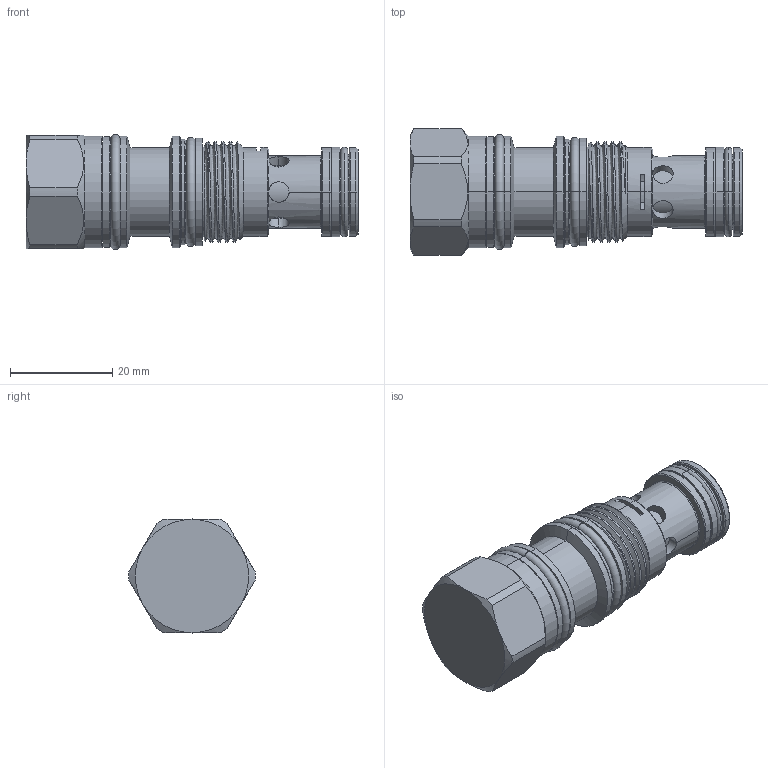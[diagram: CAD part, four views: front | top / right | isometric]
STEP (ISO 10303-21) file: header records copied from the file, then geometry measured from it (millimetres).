
FILE_DESCRIPTION (( 'STEP AP214' ), '1' );
FILE_NAME ('CB11A33.STEP', '2016-04-14T05:54:20', ( '' ), ( '' ), 'SwSTEP 2.0', 'SolidWorks 2012', '' );
FILE_SCHEMA (( 'AUTOMOTIVE_DESIGN' ));
Length unit declared in the file: millimetre
Products named in the file (1): CB11A33
Bounding box: 65.07 x 24.79 x 22.55 mm (x, y, z)
Volume: 18523.8 mm3; surface area: 7262.1 mm2
Topology: 2 solids, 2 shells, 204 faces, 461 edges, 282 vertices
Faces by surface type: cylinder 102, cone 49, plane 28, torus 24, bspline 1
Entity records: 8190 total; most frequent: CARTESIAN_POINT 3588, DIRECTION 1010, ORIENTED_EDGE 922, EDGE_CURVE 461, AXIS2_PLACEMENT_3D 438, VERTEX_POINT 282, CIRCLE 234, EDGE_LOOP 227
